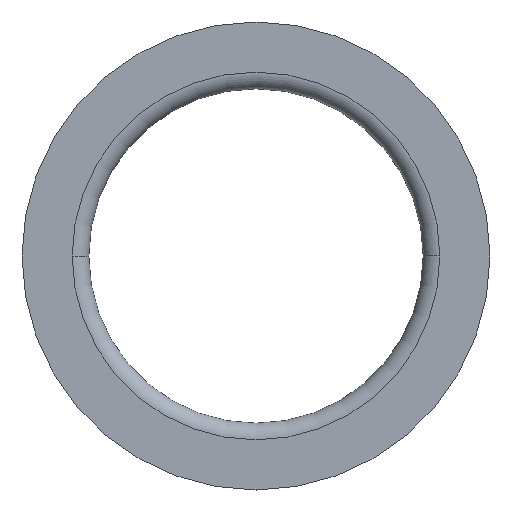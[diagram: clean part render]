
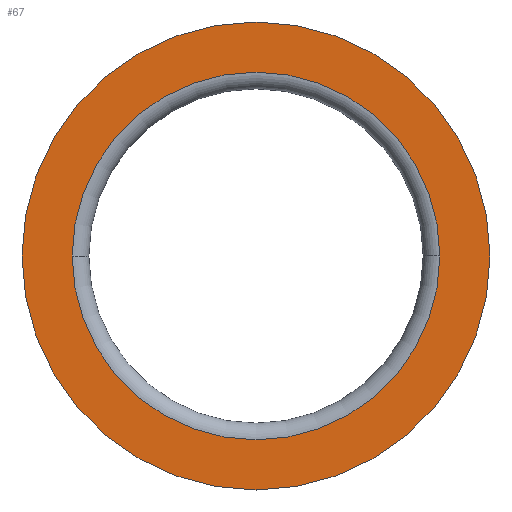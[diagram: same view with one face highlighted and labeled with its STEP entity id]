
A CAD part, left-side view. The second image highlights one B-rep face of the part: STEP entity #67.
In plain terms, the highlighted planar face has unit normal (-1, 0, 0).
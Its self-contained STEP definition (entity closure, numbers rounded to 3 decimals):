
#34 = DIRECTION ( 'NONE',  ( 0., 1., 0. ) ) ;
#57 = EDGE_CURVE ( 'NONE', #259, #431, #483, .T. ) ;
#67 = ADVANCED_FACE ( 'NONE', ( #248, #482 ), #446, .T. ) ;
#107 = ORIENTED_EDGE ( 'NONE', *, *, #57, .T. ) ;
#131 = ORIENTED_EDGE ( 'NONE', *, *, #225, .F. ) ;
#142 = DIRECTION ( 'NONE',  ( 1., 0., 0. ) ) ;
#154 = CARTESIAN_POINT ( 'NONE',  ( -7., 101.5, 0. ) ) ;
#161 = CIRCLE ( 'NONE', #198, 11. ) ;
#168 = ORIENTED_EDGE ( 'NONE', *, *, #297, .T. ) ;
#169 = AXIS2_PLACEMENT_3D ( 'NONE', #330, #333, #173 ) ;
#173 = DIRECTION ( 'NONE',  ( 0., 1., 0. ) ) ;
#177 = EDGE_LOOP ( 'NONE', ( #243, #131 ) ) ;
#180 = CARTESIAN_POINT ( 'NONE',  ( -7., 98.5, 0. ) ) ;
#182 = VERTEX_POINT ( 'NONE', #412 ) ;
#183 = AXIS2_PLACEMENT_3D ( 'NONE', #369, #218, #217 ) ;
#185 = EDGE_CURVE ( 'NONE', #335, #182, #299, .T. ) ;
#191 = DIRECTION ( 'NONE',  ( 1., 0., 0. ) ) ;
#192 = AXIS2_PLACEMENT_3D ( 'NONE', #338, #340, #34 ) ;
#198 = AXIS2_PLACEMENT_3D ( 'NONE', #427, #191, #348 ) ;
#209 = AXIS2_PLACEMENT_3D ( 'NONE', #221, #142, #226 ) ;
#217 = DIRECTION ( 'NONE',  ( 0., -1., 0. ) ) ;
#218 = DIRECTION ( 'NONE',  ( -1., 0., 0. ) ) ;
#221 = CARTESIAN_POINT ( 'NONE',  ( -7., 87.5, 0. ) ) ;
#225 = EDGE_CURVE ( 'NONE', #182, #335, #494, .T. ) ;
#226 = DIRECTION ( 'NONE',  ( 0., 1., 0. ) ) ;
#243 = ORIENTED_EDGE ( 'NONE', *, *, #185, .F. ) ;
#248 = FACE_BOUND ( 'NONE', #443, .T. ) ;
#259 = VERTEX_POINT ( 'NONE', #180 ) ;
#297 = EDGE_CURVE ( 'NONE', #431, #259, #161, .T. ) ;
#299 = CIRCLE ( 'NONE', #192, 14. ) ;
#330 = CARTESIAN_POINT ( 'NONE',  ( -7., 87.5, 0. ) ) ;
#333 = DIRECTION ( 'NONE',  ( 1., 0., 0. ) ) ;
#335 = VERTEX_POINT ( 'NONE', #154 ) ;
#338 = CARTESIAN_POINT ( 'NONE',  ( -7., 87.5, 0. ) ) ;
#340 = DIRECTION ( 'NONE',  ( 1., 0., 0. ) ) ;
#348 = DIRECTION ( 'NONE',  ( 0., 1., 0. ) ) ;
#369 = CARTESIAN_POINT ( 'NONE',  ( -7., 98.5, 0. ) ) ;
#389 = CARTESIAN_POINT ( 'NONE',  ( -7., 76.5, 0. ) ) ;
#412 = CARTESIAN_POINT ( 'NONE',  ( -7., 73.5, 0. ) ) ;
#427 = CARTESIAN_POINT ( 'NONE',  ( -7., 87.5, 0. ) ) ;
#431 = VERTEX_POINT ( 'NONE', #389 ) ;
#443 = EDGE_LOOP ( 'NONE', ( #107, #168 ) ) ;
#446 = PLANE ( 'NONE',  #183 ) ;
#482 = FACE_OUTER_BOUND ( 'NONE', #177, .T. ) ;
#483 = CIRCLE ( 'NONE', #169, 11. ) ;
#494 = CIRCLE ( 'NONE', #209, 14. ) ;
